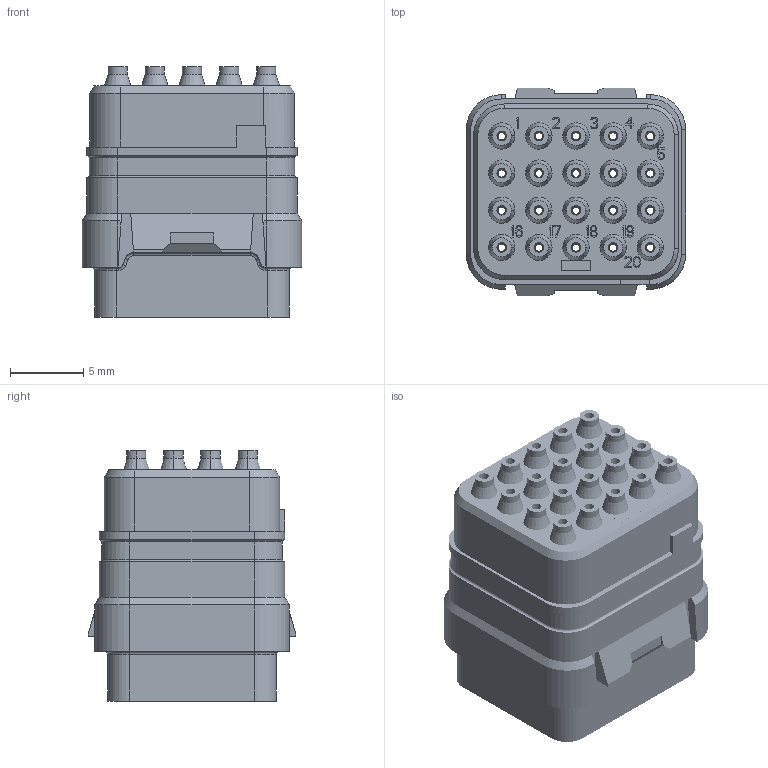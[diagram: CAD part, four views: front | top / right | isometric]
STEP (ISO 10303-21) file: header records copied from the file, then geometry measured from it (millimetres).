
FILE_DESCRIPTION((''),'2;1');
FILE_NAME('SIMM2022PN','2019-12-02T',('presta_be4'),(''),'CREO PARAMETRIC BY PTC INC, 2018360','CREO PARAMETRIC BY PTC INC, 2018360','');
FILE_SCHEMA(('CONFIG_CONTROL_DESIGN'));
Products named in the file (1): SIMM2022PN
Bounding box: 15 x 14.2 x 17.14 mm (x, y, z)
Volume: 2122.5 mm3; surface area: 3653.8 mm2
Topology: 1 solids, 1 shells, 4041 faces, 9718 edges, 5836 vertices
Faces by surface type: plane 1425, cylinder 776, bspline 648, torus 580, cone 492, sphere 120
Entity records: 144747 total; most frequent: CARTESIAN_POINT 54533, ORIENTED_EDGE 19436, DIRECTION 18209, EDGE_CURVE 9718, AXIS2_PLACEMENT_3D 6904, VERTEX_POINT 5836, VECTOR 4401, LINE 4401
